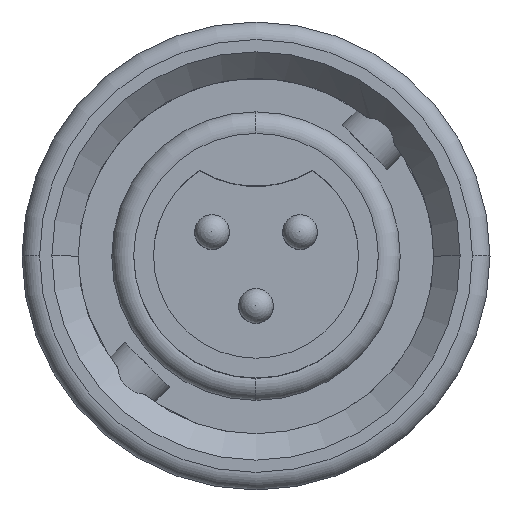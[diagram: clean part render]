
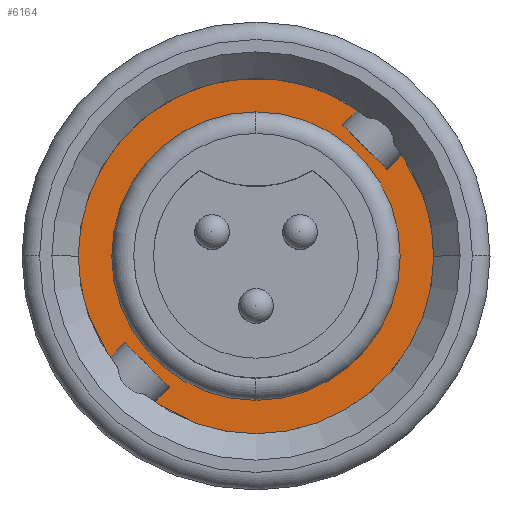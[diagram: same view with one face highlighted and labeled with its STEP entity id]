
A CAD part, top view. The second image highlights one B-rep face of the part: STEP entity #6164.
In plain terms, the highlighted planar face has unit normal (0, 0, 1).
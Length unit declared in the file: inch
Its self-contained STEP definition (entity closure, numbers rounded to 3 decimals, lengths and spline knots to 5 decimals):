
#324 = DIRECTION ( 'NONE',  ( 0., -1., 0. ) ) ;
#349 = DIRECTION ( 'NONE',  ( 0., 0., 1. ) ) ;
#377 = CARTESIAN_POINT ( 'NONE',  ( 0., 0., 0.61 ) ) ;
#471 = DIRECTION ( 'NONE',  ( 0.707, 0.707, 0. ) ) ;
#472 = CARTESIAN_POINT ( 'NONE',  ( 0.09829, 0.1492, 0.61 ) ) ;
#473 = LINE ( 'NONE', #472, #1314 ) ;
#475 = DIRECTION ( 'NONE',  ( -0.707, -0.707, 0. ) ) ;
#476 = CARTESIAN_POINT ( 'NONE',  ( 0.16671, 0.1158, 0.61 ) ) ;
#477 = LINE ( 'NONE', #476, #1304 ) ;
#848 = DIRECTION ( 'NONE',  ( 0.707, 0.707, 0. ) ) ;
#849 = CARTESIAN_POINT ( 'NONE',  ( -0.16671, -0.1158, 0.61 ) ) ;
#850 = LINE ( 'NONE', #849, #3380 ) ;
#1125 = FACE_BOUND ( 'NONE', #2796, .T. ) ;
#1127 = FACE_OUTER_BOUND ( 'NONE', #2788, .T. ) ;
#1131 = AXIS2_PLACEMENT_3D ( 'NONE', #2230, #2229, #2227 ) ;
#1193 = AXIS2_PLACEMENT_3D ( 'NONE', #1500, #1502, #1503 ) ;
#1263 = VECTOR ( 'NONE', #1887, 39.37008 ) ;
#1269 = AXIS2_PLACEMENT_3D ( 'NONE', #2445, #2435, #2433 ) ;
#1304 = VECTOR ( 'NONE', #475, 39.37008 ) ;
#1310 = AXIS2_PLACEMENT_3D ( 'NONE', #377, #349, #324 ) ;
#1314 = VECTOR ( 'NONE', #471, 39.37008 ) ;
#1500 = CARTESIAN_POINT ( 'NONE',  ( 0., 0., 0.61 ) ) ;
#1502 = DIRECTION ( 'NONE',  ( 0., 0., -1. ) ) ;
#1503 = DIRECTION ( 'NONE',  ( 0., 1., 0. ) ) ;
#1776 = LINE ( 'NONE', #1886, #1263 ) ;
#1886 = CARTESIAN_POINT ( 'NONE',  ( -0.09829, -0.1492, 0.61 ) ) ;
#1887 = DIRECTION ( 'NONE',  ( -0.707, -0.707, 0. ) ) ;
#2227 = DIRECTION ( 'NONE',  ( 1., 0., 0. ) ) ;
#2229 = DIRECTION ( 'NONE',  ( 0., 0., 1. ) ) ;
#2230 = CARTESIAN_POINT ( 'NONE',  ( 0., 0., 0.61 ) ) ;
#2231 = PLANE ( 'NONE',  #1131 ) ;
#2333 = LINE ( 'NONE', #2520, #6514 ) ;
#2433 = DIRECTION ( 'NONE',  ( 0., -1., 0. ) ) ;
#2435 = DIRECTION ( 'NONE',  ( 0., 0., 1. ) ) ;
#2445 = CARTESIAN_POINT ( 'NONE',  ( 0., 0., 0.61 ) ) ;
#2518 = DIRECTION ( 'NONE',  ( 0.707, -0.707, 0. ) ) ;
#2520 = CARTESIAN_POINT ( 'NONE',  ( -0.1492, -0.09829, 0.61 ) ) ;
#2749 = VERTEX_POINT ( 'NONE', #3660 ) ;
#2772 = VERTEX_POINT ( 'NONE', #4184 ) ;
#2788 = EDGE_LOOP ( 'NONE', ( #3561, #4157, #4075, #4133, #3587, #3631, #3543, #4417, #4605 ) ) ;
#2796 = EDGE_LOOP ( 'NONE', ( #3856, #4002 ) ) ;
#2905 = VERTEX_POINT ( 'NONE', #3616 ) ;
#3002 = VERTEX_POINT ( 'NONE', #4213 ) ;
#3171 = VERTEX_POINT ( 'NONE', #3728 ) ;
#3219 = VERTEX_POINT ( 'NONE', #3821 ) ;
#3225 = VERTEX_POINT ( 'NONE', #3882 ) ;
#3259 = VERTEX_POINT ( 'NONE', #3820 ) ;
#3272 = VERTEX_POINT ( 'NONE', #4524 ) ;
#3283 = VERTEX_POINT ( 'NONE', #3955 ) ;
#3301 = VERTEX_POINT ( 'NONE', #3652 ) ;
#3380 = VECTOR ( 'NONE', #848, 39.37008 ) ;
#3543 = ORIENTED_EDGE ( 'NONE', *, *, #5853, .T. ) ;
#3561 = ORIENTED_EDGE ( 'NONE', *, *, #6139, .T. ) ;
#3587 = ORIENTED_EDGE ( 'NONE', *, *, #6317, .T. ) ;
#3616 = CARTESIAN_POINT ( 'NONE',  ( 0., 0.16336, 0.61 ) ) ;
#3631 = ORIENTED_EDGE ( 'NONE', *, *, #5841, .T. ) ;
#3652 = CARTESIAN_POINT ( 'NONE',  ( 0.1492, 0.09829, 0.61 ) ) ;
#3660 = CARTESIAN_POINT ( 'NONE',  ( 0., -0.202, 0.61 ) ) ;
#3728 = CARTESIAN_POINT ( 'NONE',  ( 0.11509, 0.166, 0.61 ) ) ;
#3820 = CARTESIAN_POINT ( 'NONE',  ( -0.166, -0.11509, 0.61 ) ) ;
#3821 = CARTESIAN_POINT ( 'NONE',  ( -0.09829, -0.1492, 0.61 ) ) ;
#3856 = ORIENTED_EDGE ( 'NONE', *, *, #6053, .T. ) ;
#3882 = CARTESIAN_POINT ( 'NONE',  ( 0.09829, 0.1492, 0.61 ) ) ;
#3955 = CARTESIAN_POINT ( 'NONE',  ( 0., -0.16336, 0.61 ) ) ;
#4002 = ORIENTED_EDGE ( 'NONE', *, *, #6461, .T. ) ;
#4075 = ORIENTED_EDGE ( 'NONE', *, *, #6149, .T. ) ;
#4133 = ORIENTED_EDGE ( 'NONE', *, *, #5840, .T. ) ;
#4157 = ORIENTED_EDGE ( 'NONE', *, *, #6480, .T. ) ;
#4184 = CARTESIAN_POINT ( 'NONE',  ( 0.166, 0.11509, 0.61 ) ) ;
#4213 = CARTESIAN_POINT ( 'NONE',  ( -0.11509, -0.166, 0.61 ) ) ;
#4417 = ORIENTED_EDGE ( 'NONE', *, *, #5731, .T. ) ;
#4524 = CARTESIAN_POINT ( 'NONE',  ( -0.1492, -0.09829, 0.61 ) ) ;
#4605 = ORIENTED_EDGE ( 'NONE', *, *, #6197, .T. ) ;
#4897 = CARTESIAN_POINT ( 'NONE',  ( 0., 0., 0.61 ) ) ;
#4901 = DIRECTION ( 'NONE',  ( 0., 0., 1. ) ) ;
#4904 = DIRECTION ( 'NONE',  ( 0., -1., 0. ) ) ;
#5084 = DIRECTION ( 'NONE',  ( -0.707, 0.707, 0. ) ) ;
#5086 = CARTESIAN_POINT ( 'NONE',  ( 0.1492, 0.09829, 0.61 ) ) ;
#5087 = LINE ( 'NONE', #5086, #6642 ) ;
#5358 = CARTESIAN_POINT ( 'NONE',  ( 0., 0., 0.61 ) ) ;
#5368 = DIRECTION ( 'NONE',  ( 0., 0., -1. ) ) ;
#5370 = DIRECTION ( 'NONE',  ( 0., 1., 0. ) ) ;
#5671 = CIRCLE ( 'NONE', #1193, 0.16336 ) ;
#5731 = EDGE_CURVE ( 'NONE', #3259, #3272, #850, .T. ) ;
#5840 = EDGE_CURVE ( 'NONE', #2772, #3301, #477, .T. ) ;
#5841 = EDGE_CURVE ( 'NONE', #3225, #3171, #473, .T. ) ;
#5853 = EDGE_CURVE ( 'NONE', #3171, #3259, #6466, .T. ) ;
#6053 = EDGE_CURVE ( 'NONE', #2905, #3283, #5671, .T. ) ;
#6139 = EDGE_CURVE ( 'NONE', #3219, #3002, #1776, .T. ) ;
#6149 = EDGE_CURVE ( 'NONE', #2749, #2772, #6292, .T. ) ;
#6164 = ADVANCED_FACE ( 'NONE', ( #1127, #1125 ), #2231, .T. ) ;
#6197 = EDGE_CURVE ( 'NONE', #3272, #3219, #2333, .T. ) ;
#6292 = CIRCLE ( 'NONE', #1269, 0.202 ) ;
#6317 = EDGE_CURVE ( 'NONE', #3301, #3225, #5087, .T. ) ;
#6422 = CIRCLE ( 'NONE', #6759, 0.16336 ) ;
#6437 = CIRCLE ( 'NONE', #6764, 0.202 ) ;
#6461 = EDGE_CURVE ( 'NONE', #3283, #2905, #6422, .T. ) ;
#6466 = CIRCLE ( 'NONE', #1310, 0.202 ) ;
#6480 = EDGE_CURVE ( 'NONE', #3002, #2749, #6437, .T. ) ;
#6514 = VECTOR ( 'NONE', #2518, 39.37008 ) ;
#6642 = VECTOR ( 'NONE', #5084, 39.37008 ) ;
#6759 = AXIS2_PLACEMENT_3D ( 'NONE', #5358, #5368, #5370 ) ;
#6764 = AXIS2_PLACEMENT_3D ( 'NONE', #4897, #4901, #4904 ) ;
